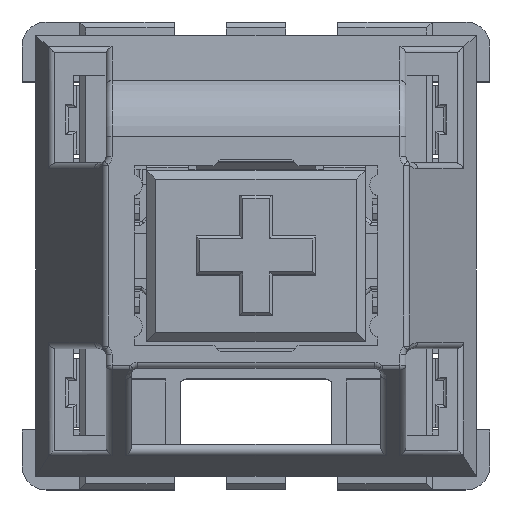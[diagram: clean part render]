
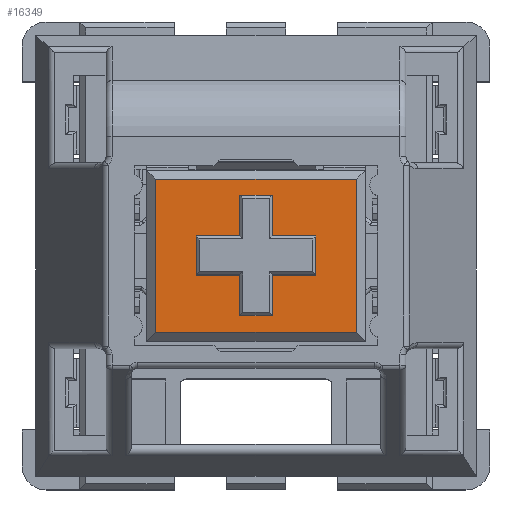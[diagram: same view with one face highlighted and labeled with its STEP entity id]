
A CAD part, top view. The second image highlights one B-rep face of the part: STEP entity #16349.
In plain terms, the highlighted planar face has unit normal (0, 0, 1).
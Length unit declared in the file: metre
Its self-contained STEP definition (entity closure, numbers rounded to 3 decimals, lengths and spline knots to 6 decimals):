
#1370=LINE('',#26220,#3168);
#1379=LINE('',#26238,#3177);
#1381=LINE('',#26242,#3179);
#1389=LINE('',#26258,#3187);
#1392=LINE('',#26265,#3190);
#1400=LINE('',#26281,#3198);
#1402=LINE('',#26286,#3200);
#1410=LINE('',#26301,#3208);
#1412=LINE('',#26306,#3210);
#1420=LINE('',#26321,#3218);
#1421=LINE('',#26323,#3219);
#1428=LINE('',#26336,#3226);
#1429=LINE('',#26338,#3227);
#1430=LINE('',#26341,#3228);
#1431=LINE('',#26343,#3229);
#1432=LINE('',#26345,#3230);
#3168=VECTOR('',#20952,1.);
#3177=VECTOR('',#20967,1.);
#3179=VECTOR('',#20971,1.);
#3187=VECTOR('',#20985,1.);
#3190=VECTOR('',#20990,1.);
#3198=VECTOR('',#21002,1.);
#3200=VECTOR('',#21006,1.);
#3208=VECTOR('',#21020,1.);
#3210=VECTOR('',#21024,1.);
#3218=VECTOR('',#21038,1.);
#3219=VECTOR('',#21041,1.);
#3226=VECTOR('',#21058,1.);
#3227=VECTOR('',#21061,1.);
#3228=VECTOR('',#21062,1.);
#3229=VECTOR('',#21063,1.);
#3230=VECTOR('',#21064,1.);
#4518=PLANE('',#17633);
#7680=ORIENTED_EDGE('',*,*,#10952,.F.);
#7681=ORIENTED_EDGE('',*,*,#10960,.F.);
#7682=ORIENTED_EDGE('',*,*,#10962,.F.);
#7683=ORIENTED_EDGE('',*,*,#10970,.F.);
#7684=ORIENTED_EDGE('',*,*,#10972,.F.);
#7685=ORIENTED_EDGE('',*,*,#10980,.F.);
#7686=ORIENTED_EDGE('',*,*,#10981,.F.);
#7687=ORIENTED_EDGE('',*,*,#10949,.F.);
#7688=ORIENTED_EDGE('',*,*,#10941,.F.);
#7689=ORIENTED_EDGE('',*,*,#10939,.F.);
#7690=ORIENTED_EDGE('',*,*,#10930,.F.);
#7691=ORIENTED_EDGE('',*,*,#10988,.F.);
#7692=ORIENTED_EDGE('',*,*,#10989,.T.);
#7693=ORIENTED_EDGE('',*,*,#10990,.T.);
#7694=ORIENTED_EDGE('',*,*,#10991,.T.);
#7695=ORIENTED_EDGE('',*,*,#10992,.T.);
#10930=EDGE_CURVE('',#12808,#12810,#1370,.T.);
#10939=EDGE_CURVE('',#12810,#12816,#1379,.T.);
#10941=EDGE_CURVE('',#12816,#12817,#1381,.T.);
#10949=EDGE_CURVE('',#12817,#12822,#1389,.T.);
#10952=EDGE_CURVE('',#12823,#12825,#1392,.T.);
#10960=EDGE_CURVE('',#12830,#12823,#1400,.T.);
#10962=EDGE_CURVE('',#12831,#12830,#1402,.T.);
#10970=EDGE_CURVE('',#12836,#12831,#1410,.T.);
#10972=EDGE_CURVE('',#12837,#12836,#1412,.T.);
#10980=EDGE_CURVE('',#12842,#12837,#1420,.T.);
#10981=EDGE_CURVE('',#12822,#12842,#1421,.T.);
#10988=EDGE_CURVE('',#12825,#12808,#1428,.T.);
#10989=EDGE_CURVE('',#12844,#12845,#1429,.T.);
#10990=EDGE_CURVE('',#12845,#12846,#1430,.T.);
#10991=EDGE_CURVE('',#12846,#12847,#1431,.T.);
#10992=EDGE_CURVE('',#12847,#12844,#1432,.T.);
#12808=VERTEX_POINT('',#26218);
#12810=VERTEX_POINT('',#26221);
#12816=VERTEX_POINT('',#26239);
#12817=VERTEX_POINT('',#26243);
#12822=VERTEX_POINT('',#26259);
#12823=VERTEX_POINT('',#26263);
#12825=VERTEX_POINT('',#26266);
#12830=VERTEX_POINT('',#26280);
#12831=VERTEX_POINT('',#26284);
#12836=VERTEX_POINT('',#26300);
#12837=VERTEX_POINT('',#26304);
#12842=VERTEX_POINT('',#26320);
#12844=VERTEX_POINT('',#26339);
#12845=VERTEX_POINT('',#26340);
#12846=VERTEX_POINT('',#26342);
#12847=VERTEX_POINT('',#26344);
#14421=EDGE_LOOP('',(#7680,#7681,#7682,#7683,#7684,#7685,#7686,#7687,#7688,
#7689,#7690,#7691));
#14422=EDGE_LOOP('',(#7692,#7693,#7694,#7695));
#15397=FACE_BOUND('',#14421,.T.);
#15398=FACE_BOUND('',#14422,.T.);
#16349=ADVANCED_FACE('',(#15397,#15398),#4518,.T.);
#17633=AXIS2_PLACEMENT_3D('',#26337,#21059,#21060);
#20952=DIRECTION('',(-1.,0.,0.));
#20967=DIRECTION('',(0.,1.,0.));
#20971=DIRECTION('',(-1.,0.,0.));
#20985=DIRECTION('',(0.,-1.,0.));
#20990=DIRECTION('',(1.,0.,0.));
#21002=DIRECTION('',(0.,1.,0.));
#21006=DIRECTION('',(1.,0.,0.));
#21020=DIRECTION('',(0.,-1.,0.));
#21024=DIRECTION('',(1.,0.,0.));
#21038=DIRECTION('',(0.,-1.,0.));
#21041=DIRECTION('',(-1.,0.,0.));
#21058=DIRECTION('',(0.,1.,0.));
#21059=DIRECTION('',(0.,0.,1.));
#21060=DIRECTION('',(1.,0.,0.));
#21061=DIRECTION('',(-1.,0.,0.));
#21062=DIRECTION('',(0.,-1.,0.));
#21063=DIRECTION('',(1.,0.,0.));
#21064=DIRECTION('',(0.,1.,0.));
#26218=CARTESIAN_POINT('',(0.001993,0.000643,0.011743));
#26220=CARTESIAN_POINT('',(-0.000557,0.000643,0.011743));
#26221=CARTESIAN_POINT('',(0.000543,0.000643,0.011743));
#26238=CARTESIAN_POINT('',(0.000543,-0.002007,0.011743));
#26239=CARTESIAN_POINT('',(0.000543,0.001993,0.011743));
#26242=CARTESIAN_POINT('',(0.000543,0.001993,0.011743));
#26243=CARTESIAN_POINT('',(-0.000557,0.001993,0.011743));
#26258=CARTESIAN_POINT('',(-0.000557,-0.000657,0.011743));
#26259=CARTESIAN_POINT('',(-0.000557,0.000643,0.011743));
#26263=CARTESIAN_POINT('',(0.000543,-0.000657,0.011743));
#26265=CARTESIAN_POINT('',(-0.002007,-0.000657,0.011743));
#26266=CARTESIAN_POINT('',(0.001993,-0.000657,0.011743));
#26280=CARTESIAN_POINT('',(0.000543,-0.002007,0.011743));
#26281=CARTESIAN_POINT('',(0.000543,-0.002007,0.011743));
#26284=CARTESIAN_POINT('',(-0.000557,-0.002007,0.011743));
#26286=CARTESIAN_POINT('',(-0.000557,-0.002007,0.011743));
#26300=CARTESIAN_POINT('',(-0.000557,-0.000657,0.011743));
#26301=CARTESIAN_POINT('',(-0.000557,-0.000657,0.011743));
#26304=CARTESIAN_POINT('',(-0.002007,-0.000657,0.011743));
#26306=CARTESIAN_POINT('',(-0.002007,-0.000657,0.011743));
#26320=CARTESIAN_POINT('',(-0.002007,0.000643,0.011743));
#26321=CARTESIAN_POINT('',(-0.002007,0.000643,0.011743));
#26323=CARTESIAN_POINT('',(-0.000557,0.000643,0.011743));
#26336=CARTESIAN_POINT('',(0.001993,-0.000657,0.011743));
#26337=CARTESIAN_POINT('',(-0.000007,-0.002857,0.011743));
#26338=CARTESIAN_POINT('',(0.003343,0.002543,0.011743));
#26339=CARTESIAN_POINT('',(0.003343,0.002543,0.011743));
#26340=CARTESIAN_POINT('',(-0.003357,0.002543,0.011743));
#26341=CARTESIAN_POINT('',(-0.003357,0.002543,0.011743));
#26342=CARTESIAN_POINT('',(-0.003357,-0.002557,0.011743));
#26343=CARTESIAN_POINT('',(-0.003357,-0.002557,0.011743));
#26344=CARTESIAN_POINT('',(0.003343,-0.002557,0.011743));
#26345=CARTESIAN_POINT('',(0.003343,-0.002557,0.011743));
